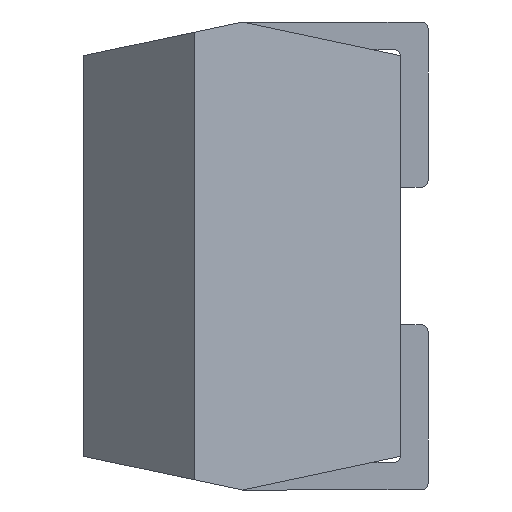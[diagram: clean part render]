
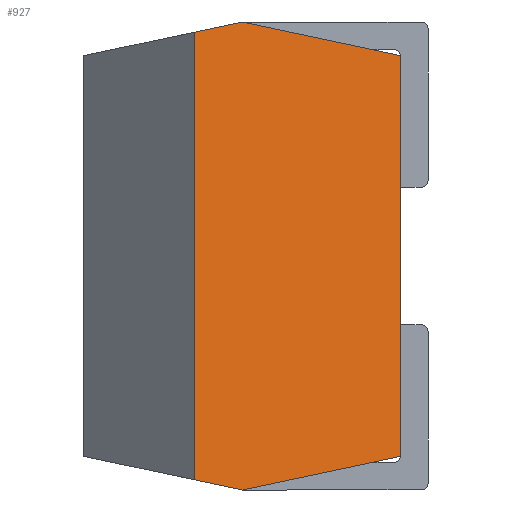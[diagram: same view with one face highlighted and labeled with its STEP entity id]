
A CAD part, left-side view. The second image highlights one B-rep face of the part: STEP entity #927.
In plain terms, the highlighted planar face has unit normal (-0.978, -0.208, 0).
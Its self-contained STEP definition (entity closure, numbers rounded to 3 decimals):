
#353 = EDGE_CURVE ( 'NONE', #1105, #1658, #5559, .T. ) ;
#355 = LINE ( 'NONE', #5943, #4801 ) ;
#441 = CARTESIAN_POINT ( 'NONE',  ( 0.074, 1.15, -3.4 ) ) ;
#489 = LINE ( 'NONE', #4321, #2988 ) ;
#756 = CARTESIAN_POINT ( 'NONE',  ( 0.071, 1.165, -3.403 ) ) ;
#927 = ADVANCED_FACE ( 'NONE', ( #5962 ), #6017, .T. ) ;
#1075 = EDGE_LOOP ( 'NONE', ( #1562, #3921, #4137, #5938, #2468, #6317 ) ) ;
#1105 = VERTEX_POINT ( 'NONE', #441 ) ;
#1307 = DIRECTION ( 'NONE',  ( 0., 0., -1. ) ) ;
#1562 = ORIENTED_EDGE ( 'NONE', *, *, #4418, .F. ) ;
#1607 = VECTOR ( 'NONE', #2756, 1000. ) ;
#1658 = VERTEX_POINT ( 'NONE', #2753 ) ;
#1977 = DIRECTION ( 'NONE',  ( 0., 0., -1. ) ) ;
#2024 = CARTESIAN_POINT ( 'NONE',  ( -0.163, 2.267, -3.163 ) ) ;
#2131 = CARTESIAN_POINT ( 'NONE',  ( 0.319, 0., -0.244 ) ) ;
#2150 = EDGE_CURVE ( 'NONE', #3095, #6186, #489, .T. ) ;
#2406 = LINE ( 'NONE', #756, #1607 ) ;
#2468 = ORIENTED_EDGE ( 'NONE', *, *, #6572, .T. ) ;
#2510 = EDGE_CURVE ( 'NONE', #6028, #3168, #2839, .T. ) ;
#2753 = CARTESIAN_POINT ( 'NONE',  ( 0., 1.5, -3.326 ) ) ;
#2756 = DIRECTION ( 'NONE',  ( -0.204, 0.958, -0.204 ) ) ;
#2839 = LINE ( 'NONE', #4598, #4439 ) ;
#2845 = DIRECTION ( 'NONE',  ( 0.204, -0.958, -0.204 ) ) ;
#2966 = VECTOR ( 'NONE', #5641, 1000. ) ;
#2988 = VECTOR ( 'NONE', #1307, 1000. ) ;
#3095 = VERTEX_POINT ( 'NONE', #2131 ) ;
#3168 = VERTEX_POINT ( 'NONE', #5268 ) ;
#3583 = AXIS2_PLACEMENT_3D ( 'NONE', #4966, #4524, #4436 ) ;
#3921 = ORIENTED_EDGE ( 'NONE', *, *, #2150, .F. ) ;
#4137 = ORIENTED_EDGE ( 'NONE', *, *, #5941, .F. ) ;
#4321 = CARTESIAN_POINT ( 'NONE',  ( 0.319, 0., -3.156 ) ) ;
#4418 = EDGE_CURVE ( 'NONE', #6186, #1105, #2406, .T. ) ;
#4436 = DIRECTION ( 'NONE',  ( 0., 0., -1. ) ) ;
#4439 = VECTOR ( 'NONE', #6578, 1000. ) ;
#4524 = DIRECTION ( 'NONE',  ( -0.978, -0.208, 0. ) ) ;
#4598 = CARTESIAN_POINT ( 'NONE',  ( -0.163, 2.267, -0.237 ) ) ;
#4801 = VECTOR ( 'NONE', #2845, 1000. ) ;
#4966 = CARTESIAN_POINT ( 'NONE',  ( 0., 1.5, 0. ) ) ;
#5268 = CARTESIAN_POINT ( 'NONE',  ( 0.074, 1.15, 0. ) ) ;
#5559 = LINE ( 'NONE', #2024, #2966 ) ;
#5641 = DIRECTION ( 'NONE',  ( -0.204, 0.958, 0.204 ) ) ;
#5934 = CARTESIAN_POINT ( 'NONE',  ( 0., 1.5, -0.074 ) ) ;
#5938 = ORIENTED_EDGE ( 'NONE', *, *, #2510, .F. ) ;
#5941 = EDGE_CURVE ( 'NONE', #3168, #3095, #355, .T. ) ;
#5943 = CARTESIAN_POINT ( 'NONE',  ( 0.071, 1.165, 0.003 ) ) ;
#5962 = FACE_OUTER_BOUND ( 'NONE', #1075, .T. ) ;
#5978 = CARTESIAN_POINT ( 'NONE',  ( 0.319, 0., -3.156 ) ) ;
#6017 = PLANE ( 'NONE',  #3583 ) ;
#6028 = VERTEX_POINT ( 'NONE', #5934 ) ;
#6038 = CARTESIAN_POINT ( 'NONE',  ( 0., 1.5, 0. ) ) ;
#6186 = VERTEX_POINT ( 'NONE', #5978 ) ;
#6317 = ORIENTED_EDGE ( 'NONE', *, *, #353, .F. ) ;
#6492 = VECTOR ( 'NONE', #1977, 1000. ) ;
#6572 = EDGE_CURVE ( 'NONE', #6028, #1658, #6579, .T. ) ;
#6578 = DIRECTION ( 'NONE',  ( 0.204, -0.958, 0.204 ) ) ;
#6579 = LINE ( 'NONE', #6038, #6492 ) ;
